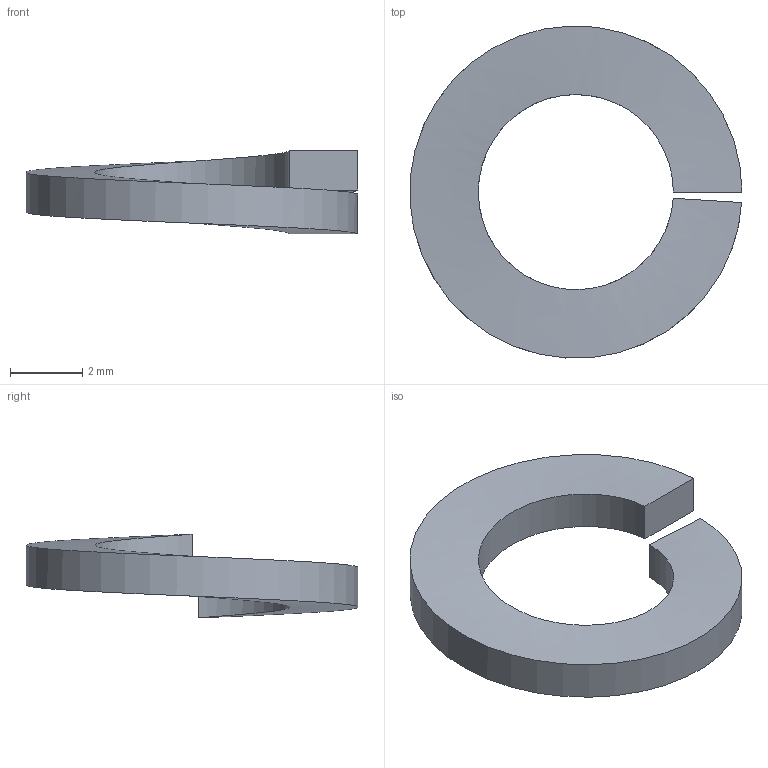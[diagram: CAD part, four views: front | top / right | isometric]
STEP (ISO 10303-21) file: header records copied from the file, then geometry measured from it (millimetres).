
FILE_DESCRIPTION(/* description */ (''),/* implementation_level */ '2;1');
FILE_NAME(/* name */ 'M5LKW-0 v1.step',/* time_stamp */ '2020-09-21T11:55:06-04:00',/* author */ (''),/* organization */ (''),/* preprocessor_version */ 'ST-DEVELOPER v18.1',/* originating_system */ 'Autodesk Translation Framework v9.3.0.1241',/* authorisation */ '');
FILE_SCHEMA (('AUTOMOTIVE_DESIGN { 1 0 10303 214 3 1 1 }'));
Length unit declared in the file: millimetre
Products named in the file (2): M5LKW-0; 92148A170
Assembly tree (1 placements, depth 2):
  M5LKW-0
    92148A170
Bounding box: 9.19 x 9.19 x 2.31 mm (x, y, z)
Volume: 47.5 mm3; surface area: 140.5 mm2
Topology: 1 solids, 1 shells, 6 faces, 12 edges, 8 vertices
Faces by surface type: bspline 3, plane 2, cylinder 1
Entity records: 863 total; most frequent: CARTESIAN_POINT 700, ORIENTED_EDGE 24, DIRECTION 19, EDGE_CURVE 12, VERTEX_POINT 8, LINE 7, VECTOR 7, FACE_OUTER_BOUND 6
